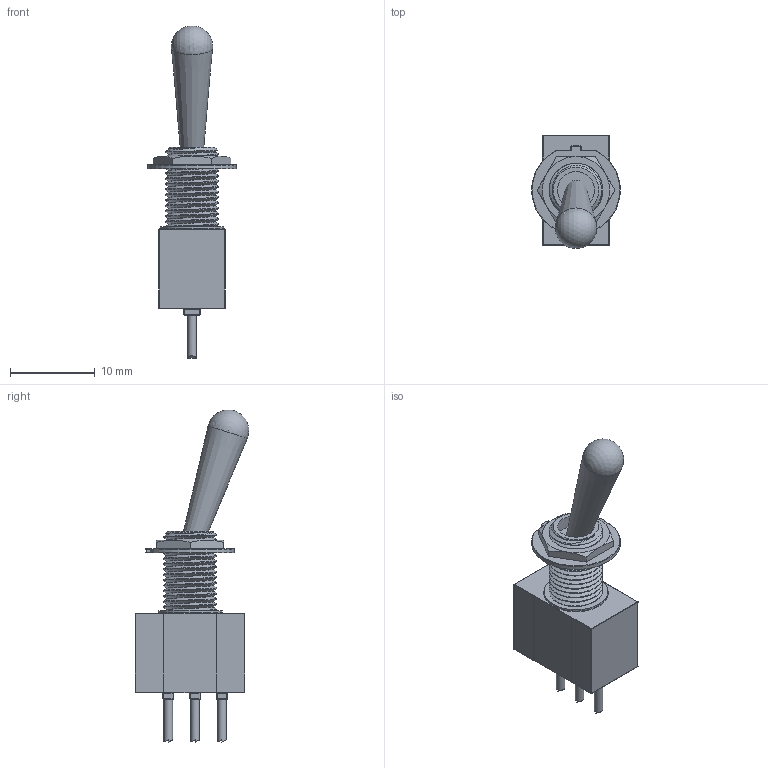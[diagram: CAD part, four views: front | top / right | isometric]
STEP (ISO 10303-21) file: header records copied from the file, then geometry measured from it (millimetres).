
FILE_DESCRIPTION(/* description */ ('STEP AP203'),/* implementation_level */ '2;1');
FILE_NAME(/* name */ 'Pull Toggle Switch.stp',/* time_stamp */ '2024-02-16T09:35:06-06:00',/* author */ ('18179'),/* organization */ ('Managed by Terraform'),/* preprocessor_version */ 'ST-DEVELOPER v19.2',/* originating_system */ 'Autodesk Inventor 2024',/* authorisation */ '');
FILE_SCHEMA (('AUTOMOTIVE_DESIGN { 1 0 10303 214 3 1 1 }'));
Length unit declared in the file: inch
Products named in the file (1): 7172K63_2 Position Round Toggle Switch
Bounding box: 10.46 x 13.41 x 39.25 mm (x, y, z)
Volume: 1484.3 mm3; surface area: 1558.2 mm2
Topology: 11 solids, 11 shells, 205 faces, 459 edges, 245 vertices
Faces by surface type: cylinder 94, plane 65, sphere 33, cone 8, torus 3, bspline 2
Full cylindrical faces by diameter (mm): 1.016 x3, 4.381 x1, 5.525 x15, 6.35 x14, 7.558 x1
Entity records: 7662 total; most frequent: CARTESIAN_POINT 3191, DIRECTION 894, ORIENTED_EDGE 850, EDGE_CURVE 425, AXIS2_PLACEMENT_3D 347, VERTEX_POINT 245, STYLED_ITEM 216, EDGE_LOOP 210
